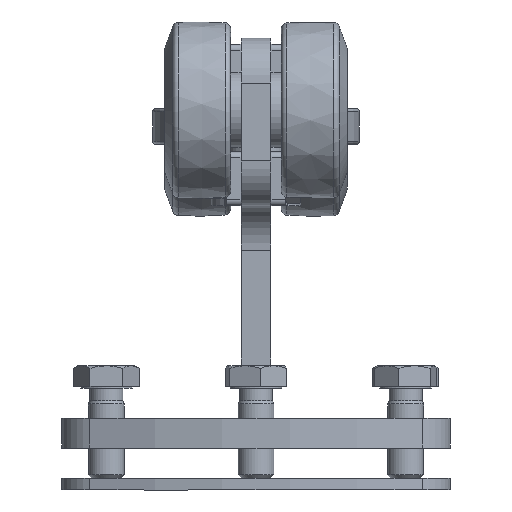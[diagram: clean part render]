
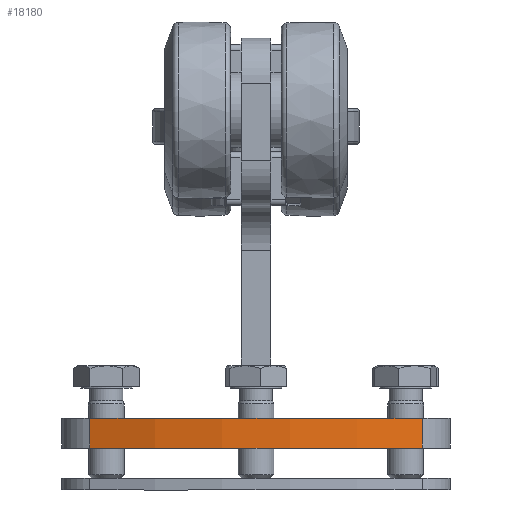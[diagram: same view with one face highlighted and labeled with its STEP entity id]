
A CAD part, left-side view. The second image highlights one B-rep face of the part: STEP entity #18180.
In plain terms, the highlighted cylindrical face has radius 148.333 mm (diameter 296.667 mm), a partial arc.
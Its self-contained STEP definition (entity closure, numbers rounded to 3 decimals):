
#2062=CIRCLE('',#20123,148.333);
#2093=CIRCLE('',#20165,148.333);
#2548=CYLINDRICAL_SURFACE('',#20164,148.333);
#3336=FACE_OUTER_BOUND('',#4489,.T.);
#4489=EDGE_LOOP('',(#14870,#14871,#14872,#14873));
#5388=LINE('',#32879,#6294);
#5393=LINE('',#32892,#6299);
#6294=VECTOR('',#24548,10.);
#6299=VECTOR('',#24561,10.);
#7980=VERTEX_POINT('',#32802);
#7981=VERTEX_POINT('',#32804);
#8015=VERTEX_POINT('',#32877);
#8019=VERTEX_POINT('',#32891);
#10339=EDGE_CURVE('',#7980,#7981,#2062,.T.);
#10377=EDGE_CURVE('',#8015,#7980,#5388,.T.);
#10383=EDGE_CURVE('',#7981,#8019,#5393,.T.);
#10395=EDGE_CURVE('',#8019,#8015,#2093,.T.);
#14870=ORIENTED_EDGE('',*,*,#10377,.F.);
#14871=ORIENTED_EDGE('',*,*,#10395,.F.);
#14872=ORIENTED_EDGE('',*,*,#10383,.F.);
#14873=ORIENTED_EDGE('',*,*,#10339,.F.);
#18180=ADVANCED_FACE('',(#3336),#2548,.T.);
#20123=AXIS2_PLACEMENT_3D('',#32805,#24482,#24483);
#20164=AXIS2_PLACEMENT_3D('',#32914,#24589,#24590);
#20165=AXIS2_PLACEMENT_3D('',#32915,#24591,#24592);
#24482=DIRECTION('center_axis',(0.,0.,1.));
#24483=DIRECTION('ref_axis',(-0.899,0.438,0.));
#24548=DIRECTION('',(0.,0.,1.));
#24561=DIRECTION('',(0.,0.,-1.));
#24589=DIRECTION('center_axis',(0.,0.,-1.));
#24590=DIRECTION('ref_axis',(-0.899,0.438,0.));
#24591=DIRECTION('center_axis',(0.,0.,-1.));
#24592=DIRECTION('ref_axis',(-0.899,0.438,0.));
#32802=CARTESIAN_POINT('',(-89.337,55.625,-58.5));
#32804=CARTESIAN_POINT('',(-89.337,-55.625,-58.5));
#32805=CARTESIAN_POINT('Origin',(48.171,0.,-58.5));
#32877=CARTESIAN_POINT('',(-89.337,55.625,-68.5));
#32879=CARTESIAN_POINT('',(-89.337,55.625,-58.5));
#32891=CARTESIAN_POINT('',(-89.337,-55.625,-68.5));
#32892=CARTESIAN_POINT('',(-89.337,-55.625,-58.5));
#32914=CARTESIAN_POINT('Origin',(48.171,0.,-58.5));
#32915=CARTESIAN_POINT('Origin',(48.171,0.,-68.5));
